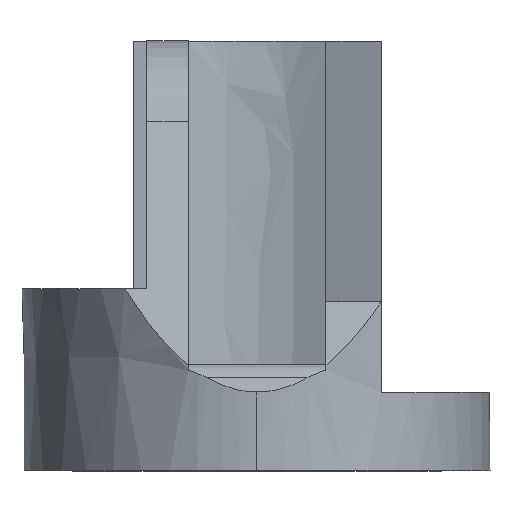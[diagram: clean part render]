
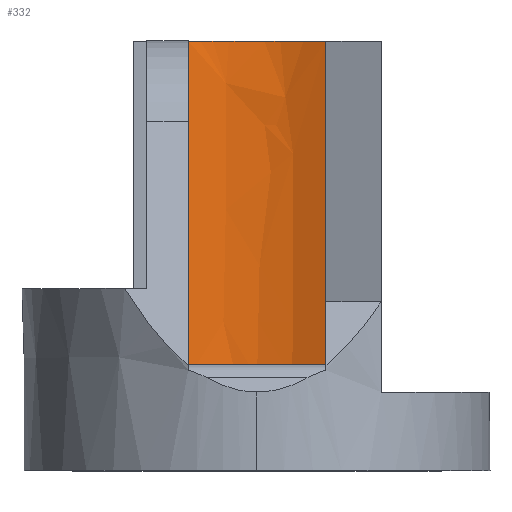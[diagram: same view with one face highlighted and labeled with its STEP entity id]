
A CAD part, top view. The second image highlights one B-rep face of the part: STEP entity #332.
In plain terms, the highlighted free-form (B-spline) face has degree [3, 1] with [10, 2] control points.
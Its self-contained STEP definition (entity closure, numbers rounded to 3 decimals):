
#12 = DIRECTION ( 'NONE',  ( 0., 1., 0. ) ) ;
#15 = VERTEX_POINT ( 'NONE', #695 ) ;
#32 = CARTESIAN_POINT ( 'NONE',  ( -1.164, 15.6, -8.411 ) ) ;
#37 = CARTESIAN_POINT ( 'NONE',  ( -2.248, 0., -8.053 ) ) ;
#48 = CARTESIAN_POINT ( 'NONE',  ( -1.992, 15.6, -8.152 ) ) ;
#57 = B_SPLINE_CURVE_WITH_KNOTS ( 'NONE', 3,
 ( #1302, #79, #954, #273 ),
 .UNSPECIFIED., .F., .F.,
 ( 4, 4 ),
 ( 0.812, 0.864 ),
 .UNSPECIFIED. ) ;
#79 = CARTESIAN_POINT ( 'NONE',  ( -2.269, 2.84, -8.039 ) ) ;
#80 = CARTESIAN_POINT ( 'NONE',  ( 2.5, 15.6, -7.935 ) ) ;
#92 = ORIENTED_EDGE ( 'NONE', *, *, #1048, .F. ) ;
#105 = CARTESIAN_POINT ( 'NONE',  ( -2.391, 3.197, -7.986 ) ) ;
#114 = LINE ( 'NONE', #1448, #1457 ) ;
#178 = VERTEX_POINT ( 'NONE', #206 ) ;
#184 = CARTESIAN_POINT ( 'NONE',  ( 1.164, 0., -8.411 ) ) ;
#190 = CARTESIAN_POINT ( 'NONE',  ( -1.992, 0., -8.152 ) ) ;
#206 = CARTESIAN_POINT ( 'NONE',  ( 2.5, 15.6, -7.935 ) ) ;
#218 = CARTESIAN_POINT ( 'NONE',  ( -2.248, 15.6, -8.053 ) ) ;
#226 = EDGE_CURVE ( 'NONE', #178, #2033, #1490, .T. ) ;
#259 = EDGE_CURVE ( 'NONE', #15, #465, #2155, .T. ) ;
#273 = CARTESIAN_POINT ( 'NONE',  ( -2.5, 2.84, -7.935 ) ) ;
#278 = B_SPLINE_SURFACE_WITH_KNOTS ( 'NONE', 3, 1, ( 
 ( #1539, #1525 ),
 ( #1576, #1580 ),
 ( #1585, #1719 ),
 ( #1723, #1734 ),
 ( #1739, #1745 ),
 ( #1766, #1856 ),
 ( #1899, #32 ),
 ( #190, #48 ),
 ( #37, #218 ),
 ( #405, #337 ) ),
 .UNSPECIFIED., .F., .F., .F.,
 ( 4, 2, 2, 2, 4 ),
 ( 2, 2 ),
 ( 0.136, 0.25, 0.5, 0.75, 0.864 ),
 ( 0., 1. ),
 .UNSPECIFIED. ) ;
#332 = ADVANCED_FACE ( 'NONE', ( #1441 ), #278, .F. ) ;
#336 = CARTESIAN_POINT ( 'NONE',  ( -1.164, 0., -8.411 ) ) ;
#337 = CARTESIAN_POINT ( 'NONE',  ( -2.5, 15.6, -7.935 ) ) ;
#341 = CARTESIAN_POINT ( 'NONE',  ( 1.991, 0., -8.152 ) ) ;
#405 = CARTESIAN_POINT ( 'NONE',  ( -2.5, 0., -7.935 ) ) ;
#430 = CARTESIAN_POINT ( 'NONE',  ( -2.275, 3.016, -8.036 ) ) ;
#465 = VERTEX_POINT ( 'NONE', #2094 ) ;
#474 = ORIENTED_EDGE ( 'NONE', *, *, #785, .T. ) ;
#531 = B_SPLINE_CURVE_WITH_KNOTS ( 'NONE', 3,
 ( #1343, #1335, #341, #184, #1160, #1190, #336, #1153, #1515, #1023 ),
 .UNSPECIFIED., .F., .F.,
 ( 4, 2, 2, 2, 4 ),
 ( 0.136, 0.25, 0.5, 0.75, 0.864 ),
 .UNSPECIFIED. ) ;
#588 = CARTESIAN_POINT ( 'NONE',  ( 2.248, 15.6, -8.053 ) ) ;
#649 = CARTESIAN_POINT ( 'NONE',  ( 2.5, -0.025, -7.935 ) ) ;
#650 = CARTESIAN_POINT ( 'NONE',  ( 2.5, 0., -7.935 ) ) ;
#695 = CARTESIAN_POINT ( 'NONE',  ( 2.5, 2.84, -7.935 ) ) ;
#710 = CARTESIAN_POINT ( 'NONE',  ( 1.991, 15.6, -8.152 ) ) ;
#729 = CARTESIAN_POINT ( 'NONE',  ( 1.164, 15.6, -8.411 ) ) ;
#732 = EDGE_LOOP ( 'NONE', ( #2014, #474, #1898, #877, #792, #1114, #813, #1257, #2156, #92 ) ) ;
#736 = CARTESIAN_POINT ( 'NONE',  ( 0.582, 15.6, -8.5 ) ) ;
#740 = CARTESIAN_POINT ( 'NONE',  ( -0.582, 15.6, -8.5 ) ) ;
#746 = VERTEX_POINT ( 'NONE', #1913 ) ;
#750 = CARTESIAN_POINT ( 'NONE',  ( -1.164, 15.6, -8.411 ) ) ;
#756 = CARTESIAN_POINT ( 'NONE',  ( -1.992, 15.6, -8.152 ) ) ;
#785 = EDGE_CURVE ( 'NONE', #1298, #829, #57, .T. ) ;
#792 = ORIENTED_EDGE ( 'NONE', *, *, #1369, .T. ) ;
#813 = ORIENTED_EDGE ( 'NONE', *, *, #1729, .T. ) ;
#819 = EDGE_CURVE ( 'NONE', #1629, #829, #1827, .T. ) ;
#829 = VERTEX_POINT ( 'NONE', #1737 ) ;
#844 = CARTESIAN_POINT ( 'NONE',  ( -2.248, 15.6, -8.053 ) ) ;
#845 = B_SPLINE_CURVE_WITH_KNOTS ( 'NONE', 3,
 ( #1280, #105, #430, #1623 ),
 .UNSPECIFIED., .F., .F.,
 ( 4, 4 ),
 ( 0., 0.001 ),
 .UNSPECIFIED. ) ;
#851 = CARTESIAN_POINT ( 'NONE',  ( -2.5, 15.6, -7.935 ) ) ;
#858 = VECTOR ( 'NONE', #12, 1000. ) ;
#877 = ORIENTED_EDGE ( 'NONE', *, *, #1886, .F. ) ;
#888 = CARTESIAN_POINT ( 'NONE',  ( 2.5, 2.84, -7.935 ) ) ;
#934 = CARTESIAN_POINT ( 'NONE',  ( 2.385, 2.84, -7.989 ) ) ;
#954 = CARTESIAN_POINT ( 'NONE',  ( -2.385, 2.84, -7.989 ) ) ;
#961 = LINE ( 'NONE', #649, #858 ) ;
#1023 = CARTESIAN_POINT ( 'NONE',  ( -2.5, 0., -7.935 ) ) ;
#1026 = CARTESIAN_POINT ( 'NONE',  ( 2.269, 2.84, -8.039 ) ) ;
#1030 = CARTESIAN_POINT ( 'NONE',  ( 2.152, 2.84, -8.085 ) ) ;
#1048 = EDGE_CURVE ( 'NONE', #746, #2033, #114, .T. ) ;
#1114 = ORIENTED_EDGE ( 'NONE', *, *, #259, .T. ) ;
#1153 = CARTESIAN_POINT ( 'NONE',  ( -1.992, 0., -8.152 ) ) ;
#1160 = CARTESIAN_POINT ( 'NONE',  ( 0.582, 0., -8.5 ) ) ;
#1190 = CARTESIAN_POINT ( 'NONE',  ( -0.582, 0., -8.5 ) ) ;
#1257 = ORIENTED_EDGE ( 'NONE', *, *, #1631, .T. ) ;
#1280 = CARTESIAN_POINT ( 'NONE',  ( -2.5, 3.382, -7.935 ) ) ;
#1298 = VERTEX_POINT ( 'NONE', #1639 ) ;
#1302 = CARTESIAN_POINT ( 'NONE',  ( -2.152, 2.84, -8.085 ) ) ;
#1304 = CARTESIAN_POINT ( 'NONE',  ( 2.5, -0.025, -7.935 ) ) ;
#1314 = B_SPLINE_CURVE_WITH_KNOTS ( 'NONE', 3,
 ( #1504, #1657, #1332, #1673 ),
 .UNSPECIFIED., .F., .F.,
 ( 4, 4 ),
 ( 0., 0.001 ),
 .UNSPECIFIED. ) ;
#1332 = CARTESIAN_POINT ( 'NONE',  ( 2.39, 3.197, -7.986 ) ) ;
#1333 = VECTOR ( 'NONE', #1519, 1000. ) ;
#1335 = CARTESIAN_POINT ( 'NONE',  ( 2.248, 0., -8.053 ) ) ;
#1343 = CARTESIAN_POINT ( 'NONE',  ( 2.5, 0., -7.935 ) ) ;
#1369 = EDGE_CURVE ( 'NONE', #1778, #15, #961, .T. ) ;
#1381 = VECTOR ( 'NONE', #1934, 1000. ) ;
#1433 = DIRECTION ( 'NONE',  ( 0., 1., 0. ) ) ;
#1441 = FACE_OUTER_BOUND ( 'NONE', #732, .T. ) ;
#1448 = CARTESIAN_POINT ( 'NONE',  ( -2.5, -0.025, -7.935 ) ) ;
#1457 = VECTOR ( 'NONE', #1433, 1000. ) ;
#1490 = B_SPLINE_CURVE_WITH_KNOTS ( 'NONE', 3,
 ( #80, #588, #710, #729, #736, #740, #750, #756, #844, #851 ),
 .UNSPECIFIED., .F., .F.,
 ( 4, 2, 2, 2, 4 ),
 ( 0.136, 0.25, 0.5, 0.75, 0.864 ),
 .UNSPECIFIED. ) ;
#1504 = CARTESIAN_POINT ( 'NONE',  ( 2.152, 2.84, -8.085 ) ) ;
#1514 = CARTESIAN_POINT ( 'NONE',  ( -2.5, 0., -7.935 ) ) ;
#1515 = CARTESIAN_POINT ( 'NONE',  ( -2.248, 0., -8.053 ) ) ;
#1519 = DIRECTION ( 'NONE',  ( 0., 1., 0. ) ) ;
#1525 = CARTESIAN_POINT ( 'NONE',  ( 2.5, 15.6, -7.935 ) ) ;
#1539 = CARTESIAN_POINT ( 'NONE',  ( 2.5, 0., -7.935 ) ) ;
#1576 = CARTESIAN_POINT ( 'NONE',  ( 2.248, 0., -8.053 ) ) ;
#1580 = CARTESIAN_POINT ( 'NONE',  ( 2.248, 15.6, -8.053 ) ) ;
#1585 = CARTESIAN_POINT ( 'NONE',  ( 1.991, 0., -8.152 ) ) ;
#1623 = CARTESIAN_POINT ( 'NONE',  ( -2.152, 2.84, -8.085 ) ) ;
#1629 = VERTEX_POINT ( 'NONE', #1514 ) ;
#1631 = EDGE_CURVE ( 'NONE', #2153, #178, #1728, .T. ) ;
#1639 = CARTESIAN_POINT ( 'NONE',  ( -2.152, 2.84, -8.085 ) ) ;
#1657 = CARTESIAN_POINT ( 'NONE',  ( 2.275, 3.016, -8.036 ) ) ;
#1673 = CARTESIAN_POINT ( 'NONE',  ( 2.5, 3.381, -7.935 ) ) ;
#1719 = CARTESIAN_POINT ( 'NONE',  ( 1.991, 15.6, -8.152 ) ) ;
#1723 = CARTESIAN_POINT ( 'NONE',  ( 1.164, 0., -8.411 ) ) ;
#1728 = LINE ( 'NONE', #1304, #1333 ) ;
#1729 = EDGE_CURVE ( 'NONE', #465, #2153, #1314, .T. ) ;
#1734 = CARTESIAN_POINT ( 'NONE',  ( 1.164, 15.6, -8.411 ) ) ;
#1737 = CARTESIAN_POINT ( 'NONE',  ( -2.5, 2.84, -7.935 ) ) ;
#1739 = CARTESIAN_POINT ( 'NONE',  ( 0.582, 0., -8.5 ) ) ;
#1740 = CARTESIAN_POINT ( 'NONE',  ( 2.5, 3.381, -7.935 ) ) ;
#1745 = CARTESIAN_POINT ( 'NONE',  ( 0.582, 15.6, -8.5 ) ) ;
#1766 = CARTESIAN_POINT ( 'NONE',  ( -0.582, 0., -8.5 ) ) ;
#1778 = VERTEX_POINT ( 'NONE', #650 ) ;
#1827 = LINE ( 'NONE', #1920, #1381 ) ;
#1856 = CARTESIAN_POINT ( 'NONE',  ( -0.582, 15.6, -8.5 ) ) ;
#1886 = EDGE_CURVE ( 'NONE', #1778, #1629, #531, .T. ) ;
#1898 = ORIENTED_EDGE ( 'NONE', *, *, #819, .F. ) ;
#1899 = CARTESIAN_POINT ( 'NONE',  ( -1.164, 0., -8.411 ) ) ;
#1913 = CARTESIAN_POINT ( 'NONE',  ( -2.5, 3.382, -7.935 ) ) ;
#1920 = CARTESIAN_POINT ( 'NONE',  ( -2.5, -0.025, -7.935 ) ) ;
#1933 = CARTESIAN_POINT ( 'NONE',  ( -2.5, 15.6, -7.935 ) ) ;
#1934 = DIRECTION ( 'NONE',  ( 0., 1., 0. ) ) ;
#2014 = ORIENTED_EDGE ( 'NONE', *, *, #2072, .T. ) ;
#2033 = VERTEX_POINT ( 'NONE', #1933 ) ;
#2072 = EDGE_CURVE ( 'NONE', #746, #1298, #845, .T. ) ;
#2094 = CARTESIAN_POINT ( 'NONE',  ( 2.152, 2.84, -8.085 ) ) ;
#2153 = VERTEX_POINT ( 'NONE', #1740 ) ;
#2155 = B_SPLINE_CURVE_WITH_KNOTS ( 'NONE', 3,
 ( #888, #934, #1026, #1030 ),
 .UNSPECIFIED., .F., .F.,
 ( 4, 4 ),
 ( 0.136, 0.188 ),
 .UNSPECIFIED. ) ;
#2156 = ORIENTED_EDGE ( 'NONE', *, *, #226, .T. ) ;
